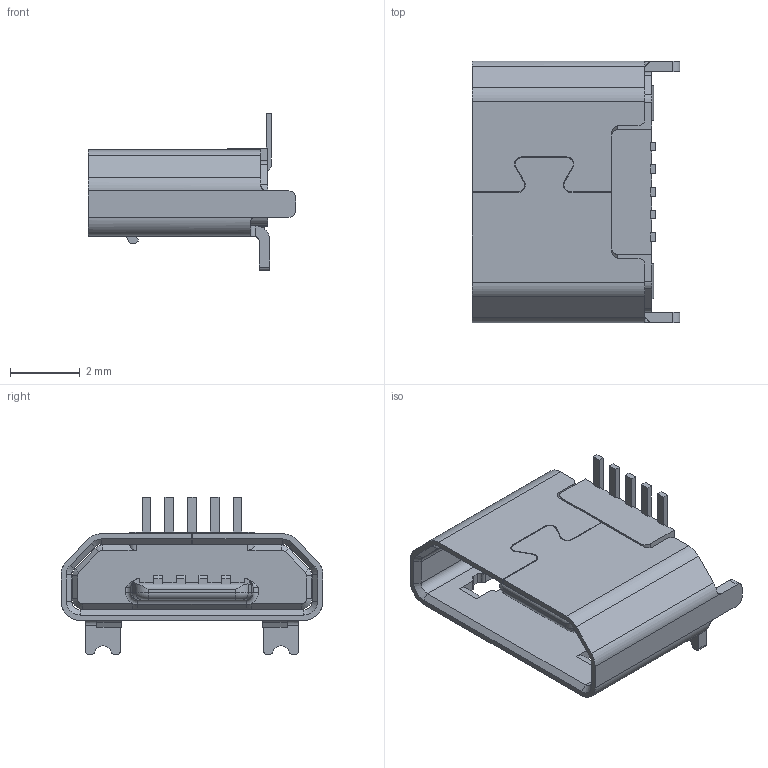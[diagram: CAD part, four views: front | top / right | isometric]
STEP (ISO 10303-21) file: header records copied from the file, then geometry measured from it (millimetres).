
FILE_DESCRIPTION(('CoCreate Modeling STEP Export'),'2;1');
FILE_NAME('FE.stp','2018-03-16T18:28:15',(''),(''),'CoCreate Modeling STEP processor for AP214 (Solid Model)','CoCreate Modeling 16.00 13-May-2008 (C) Parametric Technology GmbH','');
FILE_SCHEMA(('AUTOMOTIVE_DESIGN { 1 0 10303 214 1 1 1 1 }'));
Length unit declared in the file: millimetre
Products named in the file (1): MSBR
Bounding box: 5.95 x 7.5 x 4.5 mm (x, y, z)
Volume: 43.1 mm3; surface area: 259.8 mm2
Topology: 1 solids, 1 shells, 540 faces, 1486 edges, 946 vertices
Faces by surface type: plane 353, cylinder 149, cone 22, bspline 8, torus 8
Entity records: 17612 total; most frequent: CARTESIAN_POINT 3952, ORIENTED_EDGE 2968, DIRECTION 2710, EDGE_CURVE 1484, VECTOR 1092, LINE 1092, VERTEX_POINT 946, AXIS2_PLACEMENT_3D 809
